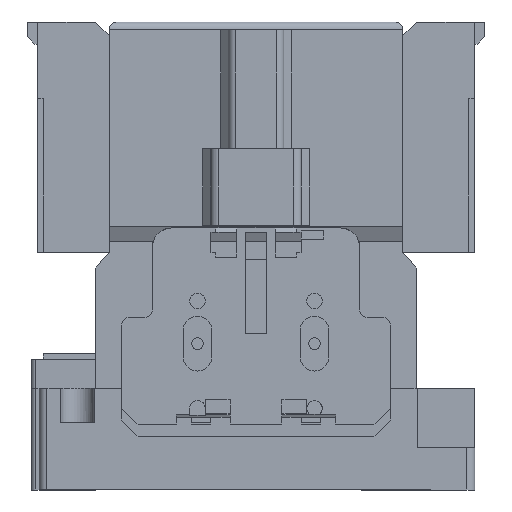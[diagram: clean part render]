
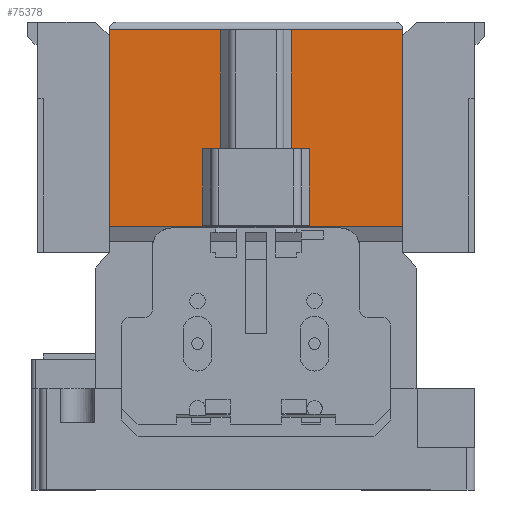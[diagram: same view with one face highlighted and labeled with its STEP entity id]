
A CAD part, left-side view. The second image highlights one B-rep face of the part: STEP entity #75378.
In plain terms, the highlighted planar face has unit normal (-1, 0, 0).
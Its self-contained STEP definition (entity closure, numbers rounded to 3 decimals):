
#71409=DIRECTION('',(0.,0.,-1.));
#71410=VECTOR('',#71409,51.183);
#71411=CARTESIAN_POINT('',(-32.2,38.25,120.));
#71412=LINE('',#71411,#71410);
#71465=DIRECTION('',(0.,-1.,0.));
#71466=VECTOR('',#71465,29.);
#71467=CARTESIAN_POINT('',(-32.2,-9.25,120.));
#71468=LINE('',#71467,#71466);
#71472=DIRECTION('',(0.,1.,0.));
#71473=VECTOR('',#71472,76.5);
#71474=CARTESIAN_POINT('',(-32.2,-38.25,68.817));
#71475=LINE('',#71474,#71473);
#71479=DIRECTION('',(0.,-1.,0.));
#71480=VECTOR('',#71479,29.);
#71481=CARTESIAN_POINT('',(-32.2,38.25,120.));
#71482=LINE('',#71481,#71480);
#71486=DIRECTION('',(0.,0.,-1.));
#71487=VECTOR('',#71486,31.);
#71488=CARTESIAN_POINT('',(-32.2,9.25,120.));
#71489=LINE('',#71488,#71487);
#71493=DIRECTION('',(0.,1.,0.));
#71494=VECTOR('',#71493,4.6);
#71495=CARTESIAN_POINT('',(-32.2,9.25,89.));
#71496=LINE('',#71495,#71494);
#71500=DIRECTION('',(0.,0.,-1.));
#71501=VECTOR('',#71500,20.031);
#71502=CARTESIAN_POINT('',(-32.2,13.85,89.));
#71503=LINE('',#71502,#71501);
#71507=DIRECTION('',(0.,0.,1.));
#71508=VECTOR('',#71507,20.031);
#71509=CARTESIAN_POINT('',(-32.2,-13.85,68.969));
#71510=LINE('',#71509,#71508);
#71514=DIRECTION('',(0.,1.,0.));
#71515=VECTOR('',#71514,4.6);
#71516=CARTESIAN_POINT('',(-32.2,-13.85,89.));
#71517=LINE('',#71516,#71515);
#71521=DIRECTION('',(0.,0.,1.));
#71522=VECTOR('',#71521,31.);
#71523=CARTESIAN_POINT('',(-32.2,-9.25,89.));
#71524=LINE('',#71523,#71522);
#73116=DIRECTION('',(0.,0.,1.));
#73117=VECTOR('',#73116,51.183);
#73118=CARTESIAN_POINT('',(-32.2,-38.25,68.817));
#73119=LINE('',#73118,#73117);
#73283=DIRECTION('',(0.,1.,0.));
#73284=VECTOR('',#73283,27.7);
#73285=CARTESIAN_POINT('',(-32.2,-13.85,68.969));
#73286=LINE('',#73285,#73284);
#73803=CARTESIAN_POINT('',(-32.2,38.25,120.));
#73804=CARTESIAN_POINT('',(-32.2,38.25,68.817));
#73805=VERTEX_POINT('',#73803);
#73806=VERTEX_POINT('',#73804);
#73815=CARTESIAN_POINT('',(-32.2,-9.25,120.));
#73816=CARTESIAN_POINT('',(-32.2,-38.25,120.));
#73817=VERTEX_POINT('',#73815);
#73818=VERTEX_POINT('',#73816);
#73819=CARTESIAN_POINT('',(-32.2,-38.25,68.817));
#73820=VERTEX_POINT('',#73819);
#73821=CARTESIAN_POINT('',(-32.2,9.25,120.));
#73822=VERTEX_POINT('',#73821);
#73823=CARTESIAN_POINT('',(-32.2,9.25,89.));
#73824=VERTEX_POINT('',#73823);
#73825=CARTESIAN_POINT('',(-32.2,13.85,89.));
#73826=VERTEX_POINT('',#73825);
#73827=CARTESIAN_POINT('',(-32.2,13.85,68.969));
#73828=VERTEX_POINT('',#73827);
#73829=CARTESIAN_POINT('',(-32.2,-13.85,68.969));
#73830=VERTEX_POINT('',#73829);
#73831=CARTESIAN_POINT('',(-32.2,-13.85,89.));
#73832=VERTEX_POINT('',#73831);
#73833=CARTESIAN_POINT('',(-32.2,-9.25,89.));
#73834=VERTEX_POINT('',#73833);
#75348=CARTESIAN_POINT('',(-32.2,69.131,134.03));
#75349=DIRECTION('',(-1.,0.,0.));
#75350=DIRECTION('',(0.,1.,0.));
#75351=AXIS2_PLACEMENT_3D('',#75348,#75349,#75350);
#75352=PLANE('',#75351);
#75354=ORIENTED_EDGE('',*,*,#75353,.T.);
#75356=ORIENTED_EDGE('',*,*,#75355,.F.);
#75358=ORIENTED_EDGE('',*,*,#75357,.T.);
#75359=ORIENTED_EDGE('',*,*,#75323,.F.);
#75361=ORIENTED_EDGE('',*,*,#75360,.T.);
#75363=ORIENTED_EDGE('',*,*,#75362,.T.);
#75365=ORIENTED_EDGE('',*,*,#75364,.T.);
#75367=ORIENTED_EDGE('',*,*,#75366,.T.);
#75369=ORIENTED_EDGE('',*,*,#75368,.F.);
#75371=ORIENTED_EDGE('',*,*,#75370,.T.);
#75373=ORIENTED_EDGE('',*,*,#75372,.T.);
#75375=ORIENTED_EDGE('',*,*,#75374,.T.);
#75376=EDGE_LOOP('',(#75354,#75356,#75358,#75359,#75361,#75363,#75365,#75367,
#75369,#75371,#75373,#75375));
#75377=FACE_OUTER_BOUND('',#75376,.F.);
#75323=EDGE_CURVE('',#73805,#73806,#71412,.T.);
#75353=EDGE_CURVE('',#73817,#73818,#71468,.T.);
#75355=EDGE_CURVE('',#73820,#73818,#73119,.T.);
#75357=EDGE_CURVE('',#73820,#73806,#71475,.T.);
#75360=EDGE_CURVE('',#73805,#73822,#71482,.T.);
#75362=EDGE_CURVE('',#73822,#73824,#71489,.T.);
#75364=EDGE_CURVE('',#73824,#73826,#71496,.T.);
#75366=EDGE_CURVE('',#73826,#73828,#71503,.T.);
#75368=EDGE_CURVE('',#73830,#73828,#73286,.T.);
#75370=EDGE_CURVE('',#73830,#73832,#71510,.T.);
#75372=EDGE_CURVE('',#73832,#73834,#71517,.T.);
#75374=EDGE_CURVE('',#73834,#73817,#71524,.T.);
#75378=ADVANCED_FACE('',(#75377),#75352,.T.);
